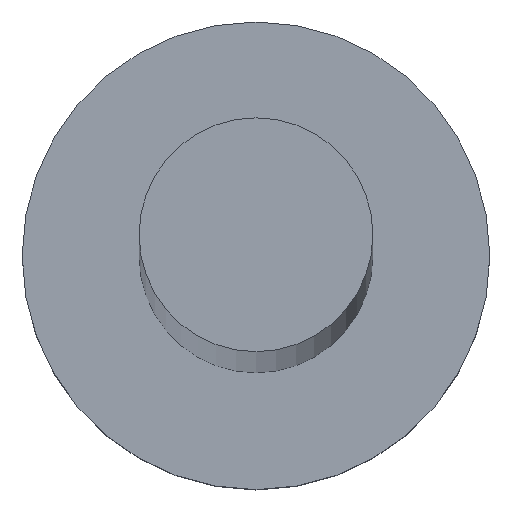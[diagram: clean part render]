
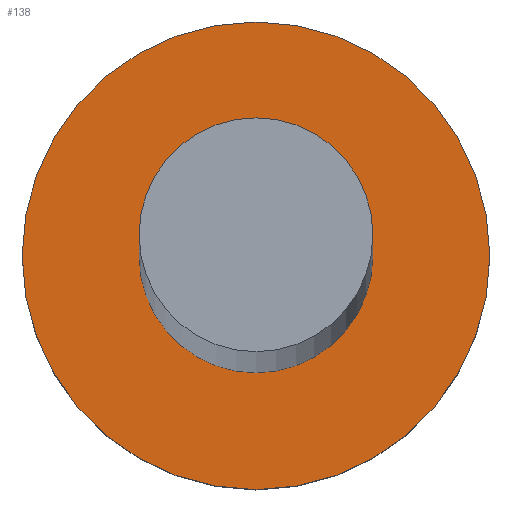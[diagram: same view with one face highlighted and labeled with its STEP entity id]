
A CAD part, top view. The second image highlights one B-rep face of the part: STEP entity #138.
In plain terms, the highlighted planar face has unit normal (0, 0, 1).
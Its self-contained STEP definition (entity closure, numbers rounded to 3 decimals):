
#4 = DIRECTION ( 'NONE',  ( 0., 0., 1. ) ) ;
#8 = CIRCLE ( 'NONE', #176, 3. ) ;
#9 = AXIS2_PLACEMENT_3D ( 'NONE', #21, #4, #111 ) ;
#21 = CARTESIAN_POINT ( 'NONE',  ( 0., 0., 5. ) ) ;
#26 = EDGE_CURVE ( 'NONE', #210, #33, #8, .T. ) ;
#33 = VERTEX_POINT ( 'NONE', #233 ) ;
#39 = DIRECTION ( 'NONE',  ( 1., 0., 0. ) ) ;
#40 = AXIS2_PLACEMENT_3D ( 'NONE', #159, #76, #178 ) ;
#45 = EDGE_CURVE ( 'NONE', #168, #249, #196, .T. ) ;
#55 = PLANE ( 'NONE',  #56 ) ;
#56 = AXIS2_PLACEMENT_3D ( 'NONE', #239, #115, #39 ) ;
#58 = CARTESIAN_POINT ( 'NONE',  ( -6., 0., 5. ) ) ;
#59 = FACE_OUTER_BOUND ( 'NONE', #132, .T. ) ;
#76 = DIRECTION ( 'NONE',  ( 0., 0., 1. ) ) ;
#85 = DIRECTION ( 'NONE',  ( 0., 0., 1. ) ) ;
#88 = ORIENTED_EDGE ( 'NONE', *, *, #26, .F. ) ;
#111 = DIRECTION ( 'NONE',  ( 1., 0., 0. ) ) ;
#115 = DIRECTION ( 'NONE',  ( 0., 0., 1. ) ) ;
#116 = FACE_BOUND ( 'NONE', #246, .T. ) ;
#118 = CIRCLE ( 'NONE', #40, 6. ) ;
#119 = CARTESIAN_POINT ( 'NONE',  ( 6., 0., 5. ) ) ;
#126 = DIRECTION ( 'NONE',  ( 0., 0., 1. ) ) ;
#132 = EDGE_LOOP ( 'NONE', ( #229, #188 ) ) ;
#138 = ADVANCED_FACE ( 'NONE', ( #116, #59 ), #55, .T. ) ;
#159 = CARTESIAN_POINT ( 'NONE',  ( 0., 0., 5. ) ) ;
#168 = VERTEX_POINT ( 'NONE', #119 ) ;
#171 = AXIS2_PLACEMENT_3D ( 'NONE', #250, #126, #213 ) ;
#176 = AXIS2_PLACEMENT_3D ( 'NONE', #209, #85, #191 ) ;
#178 = DIRECTION ( 'NONE',  ( 1., 0., 0. ) ) ;
#187 = ORIENTED_EDGE ( 'NONE', *, *, #247, .F. ) ;
#188 = ORIENTED_EDGE ( 'NONE', *, *, #45, .T. ) ;
#191 = DIRECTION ( 'NONE',  ( 1., 0., 0. ) ) ;
#195 = CARTESIAN_POINT ( 'NONE',  ( 3., 0., 5. ) ) ;
#196 = CIRCLE ( 'NONE', #171, 6. ) ;
#203 = CIRCLE ( 'NONE', #9, 3. ) ;
#209 = CARTESIAN_POINT ( 'NONE',  ( 0., 0., 5. ) ) ;
#210 = VERTEX_POINT ( 'NONE', #195 ) ;
#213 = DIRECTION ( 'NONE',  ( 1., 0., 0. ) ) ;
#229 = ORIENTED_EDGE ( 'NONE', *, *, #240, .T. ) ;
#233 = CARTESIAN_POINT ( 'NONE',  ( -3., 0., 5. ) ) ;
#239 = CARTESIAN_POINT ( 'NONE',  ( 0., 0., 5. ) ) ;
#240 = EDGE_CURVE ( 'NONE', #249, #168, #118, .T. ) ;
#246 = EDGE_LOOP ( 'NONE', ( #187, #88 ) ) ;
#247 = EDGE_CURVE ( 'NONE', #33, #210, #203, .T. ) ;
#249 = VERTEX_POINT ( 'NONE', #58 ) ;
#250 = CARTESIAN_POINT ( 'NONE',  ( 0., 0., 5. ) ) ;
